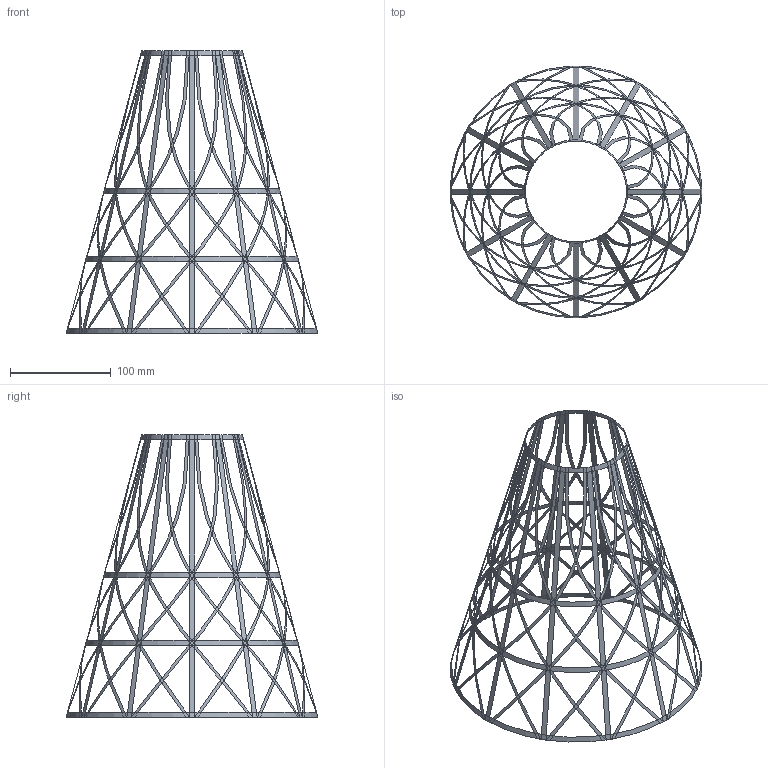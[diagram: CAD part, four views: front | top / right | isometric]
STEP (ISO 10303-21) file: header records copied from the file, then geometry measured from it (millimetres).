
FILE_DESCRIPTION(('CATIA V5 STEP Exchange'),'2;1');
FILE_NAME('Cono_Section_v3.stp','2021-11-24T15:43:34+00:00',('none'),('none'),'CATIA Version 5 Release 21 GA (IN-10)','CATIA V5 STEP AP203','none');
FILE_SCHEMA(('CONFIG_CONTROL_DESIGN'));
Length unit declared in the file: millimetre
Products named in the file (1): Part1
Bounding box: 249.96 x 249.95 x 279.9 mm (x, y, z)
Surface area: 53165.2 mm2 (no closed solid volume)
Topology: 0 solids, 16 shells, 48 faces, 300 edges, 264 vertices
Faces by surface type: bspline 36, cone 12
Entity records: 7208 total; most frequent: CARTESIAN_POINT 5593, ORIENTED_EDGE 336, EDGE_CURVE 300, VERTEX_POINT 252, B_SPLINE_CURVE_WITH_KNOTS 240, DIRECTION 84, AXIS2_PLACEMENT_3D 73, CIRCLE 60
